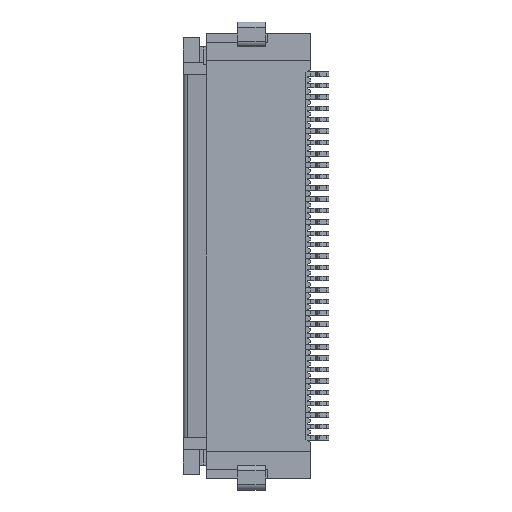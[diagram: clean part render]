
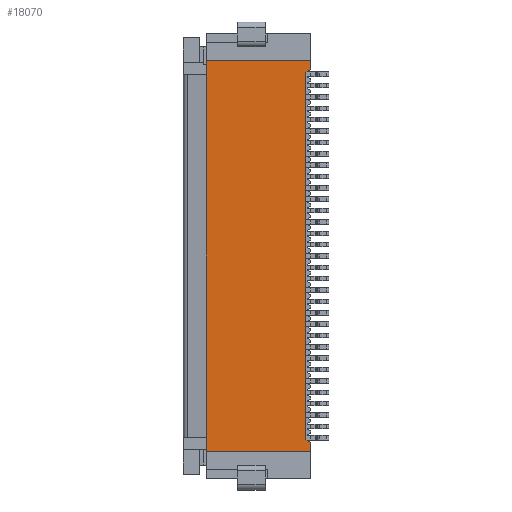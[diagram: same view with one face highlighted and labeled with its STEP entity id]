
A CAD part, left-side view. The second image highlights one B-rep face of the part: STEP entity #18070.
In plain terms, the highlighted planar face has unit normal (-1, 0, 0).
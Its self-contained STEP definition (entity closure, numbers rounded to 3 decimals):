
#15530=CARTESIAN_POINT('',(-2.015,1.009,15.058));
#15540=VERTEX_POINT('',#15530);
#15570=CARTESIAN_POINT('',(-2.015,1.009,15.325));
#15580=DIRECTION('',(0.,0.,1.));
#15590=VECTOR('',#15580,1.);
#15600=LINE('',#15570,#15590);
#15610=CARTESIAN_POINT('',(-2.015,1.009,-2.143));
#15620=VERTEX_POINT('',#15610);
#15630=EDGE_CURVE('',#15620,#15540,#15600,.T.);
#16950=CARTESIAN_POINT('',(-2.015,1.009,-2.143));
#16960=DIRECTION('',(0.,-1.,0.));
#16970=VECTOR('',#16960,1.);
#16980=LINE('',#16950,#16970);
#16990=CARTESIAN_POINT('',(-2.015,-3.591,-2.143))
;
#17000=VERTEX_POINT('',#16990);
#17010=EDGE_CURVE('',#15620,#17000,#16980,.T.);
#17520=CARTESIAN_POINT('',(-2.015,-3.341,24.555));
#17530=DIRECTION('',(-1.,0.,0.));
#17540=DIRECTION('',(0.,-1.,0.));
#17550=AXIS2_PLACEMENT_3D('',#17520,#17530,#17540);
#17560=PLANE('',#17550);
#17570=CARTESIAN_POINT('',(-2.015,-3.391,20.555));
#17580=DIRECTION('',(0.,0.,-1.));
#17590=VECTOR('',#17580,1.);
#17600=LINE('',#17570,#17590);
#17610=CARTESIAN_POINT('',(-2.015,-3.391,14.555));
#17620=VERTEX_POINT('',#17610);
#17630=CARTESIAN_POINT('',(-2.015,-3.391,-1.64));
#17640=VERTEX_POINT('',#17630);
#17650=EDGE_CURVE('',#17620,#17640,#17600,.T.);
#17660=ORIENTED_EDGE('',*,*,#17650,.F.);
#17670=CARTESIAN_POINT('',(-2.015,0.,0.098));
#17680=DIRECTION('',(0.,-0.89,-0.456));
#17690=VECTOR('',#17680,1.);
#17700=LINE('',#17670,#17690);
#17710=CARTESIAN_POINT('',(-2.015,-3.591,-1.743))
;
#17720=VERTEX_POINT('',#17710);
#17730=EDGE_CURVE('',#17640,#17720,#17700,.T.);
#17740=ORIENTED_EDGE('',*,*,#17730,.F.);
#17750=CARTESIAN_POINT('',(-2.015,-3.591,-3.19));
#17760=DIRECTION('',(0.,0.,1.));
#17770=VECTOR('',#17760,1.);
#17780=LINE('',#17750,#17770);
#17790=EDGE_CURVE('',#17000,#17720,#17780,.T.);
#17800=ORIENTED_EDGE('',*,*,#17790,.T.);
#17810=ORIENTED_EDGE('',*,*,#17010,.T.);
#17820=ORIENTED_EDGE('',*,*,#15630,.F.);
#17830=CARTESIAN_POINT('',(-2.015,1.009,15.058));
#17840=DIRECTION('',(0.,-1.,0.));
#17850=VECTOR('',#17840,1.);
#17860=LINE('',#17830,#17850);
#17870=CARTESIAN_POINT('',(-2.015,-3.591,15.058))
;
#17880=VERTEX_POINT('',#17870);
#17890=EDGE_CURVE('',#15540,#17880,#17860,.T.);
#17900=ORIENTED_EDGE('',*,*,#17890,.F.);
#17910=CARTESIAN_POINT('',(-2.015,-3.591,16.105));
#17920=DIRECTION('',(0.,0.,-1.));
#17930=VECTOR('',#17920,1.);
#17940=LINE('',#17910,#17930);
#17950=CARTESIAN_POINT('',(-2.015,-3.591,14.658))
;
#17960=VERTEX_POINT('',#17950);
#17970=EDGE_CURVE('',#17880,#17960,#17940,.T.);
#17980=ORIENTED_EDGE('',*,*,#17970,.F.);
#17990=CARTESIAN_POINT('',(-2.015,0.,12.817));
#18000=DIRECTION('',(0.,0.89,-0.456));
#18010=VECTOR('',#18000,1.);
#18020=LINE('',#17990,#18010);
#18030=EDGE_CURVE('',#17960,#17620,#18020,.T.);
#18040=ORIENTED_EDGE('',*,*,#18030,.F.);
#18050=EDGE_LOOP('',(#18040,#17980,#17900,#17820,#17810,#17800,#17740,
#17660));
#18060=FACE_OUTER_BOUND('',#18050,.T.);
#18070=ADVANCED_FACE('',(#18060),#17560,.T.);
